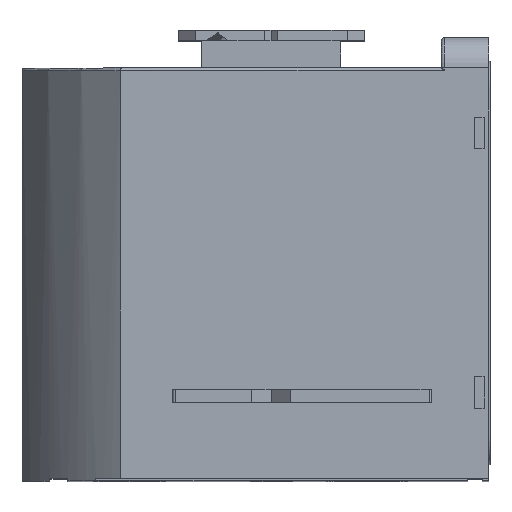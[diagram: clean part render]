
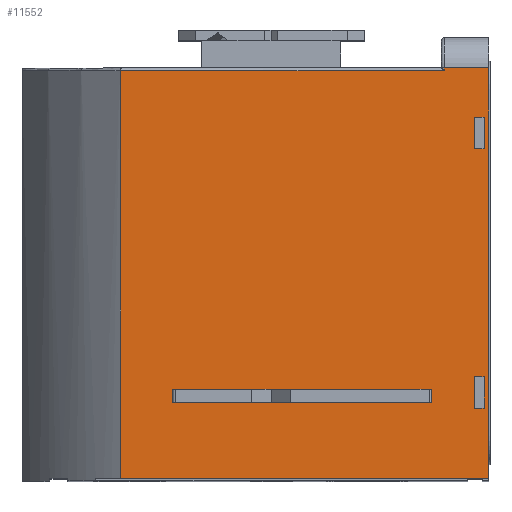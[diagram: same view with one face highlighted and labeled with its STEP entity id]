
A CAD part, top view. The second image highlights one B-rep face of the part: STEP entity #11552.
In plain terms, the highlighted planar face has unit normal (0, 0, 1).
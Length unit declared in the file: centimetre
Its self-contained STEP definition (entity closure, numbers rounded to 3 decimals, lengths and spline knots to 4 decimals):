
#73=FACE_BOUND('',#1543,.T.);
#74=FACE_BOUND('',#1544,.T.);
#75=FACE_BOUND('',#1545,.T.);
#270=PLANE('',#12315);
#839=FACE_OUTER_BOUND('',#1542,.T.);
#1542=EDGE_LOOP('',(#8282,#8283,#8284,#8285,#8286,#8287));
#1543=EDGE_LOOP('',(#8288,#8289,#8290,#8291));
#1544=EDGE_LOOP('',(#8292,#8293,#8294,#8295));
#1545=EDGE_LOOP('',(#8296,#8297,#8298,#8299));
#2328=LINE('',#16707,#3640);
#2354=LINE('',#16790,#3666);
#2373=LINE('',#16832,#3685);
#2377=LINE('',#17053,#3689);
#2393=LINE('',#17097,#3705);
#2399=LINE('',#17117,#3711);
#2400=LINE('',#17119,#3712);
#2401=LINE('',#17121,#3713);
#2402=LINE('',#17123,#3714);
#2403=LINE('',#17124,#3715);
#2404=LINE('',#17127,#3716);
#2405=LINE('',#17129,#3717);
#2406=LINE('',#17131,#3718);
#2407=LINE('',#17132,#3719);
#2408=LINE('',#17135,#3720);
#2409=LINE('',#17137,#3721);
#2410=LINE('',#17139,#3722);
#2411=LINE('',#17140,#3723);
#3640=VECTOR('',#13306,1.);
#3666=VECTOR('',#13384,1.);
#3685=VECTOR('',#13417,1.);
#3689=VECTOR('',#13449,1.);
#3705=VECTOR('',#13489,1.);
#3711=VECTOR('',#13509,1.);
#3712=VECTOR('',#13512,1.);
#3713=VECTOR('',#13513,1.);
#3714=VECTOR('',#13514,1.);
#3715=VECTOR('',#13515,1.);
#3716=VECTOR('',#13516,1.);
#3717=VECTOR('',#13517,1.);
#3718=VECTOR('',#13518,1.);
#3719=VECTOR('',#13519,1.);
#3720=VECTOR('',#13520,1.);
#3721=VECTOR('',#13521,1.);
#3722=VECTOR('',#13522,1.);
#3723=VECTOR('',#13523,1.);
#5291=VERTEX_POINT('',#16704);
#5292=VERTEX_POINT('',#16706);
#5318=VERTEX_POINT('',#16772);
#5323=VERTEX_POINT('',#16788);
#5339=VERTEX_POINT('',#16831);
#5340=VERTEX_POINT('',#16866);
#5365=VERTEX_POINT('',#17094);
#5366=VERTEX_POINT('',#17096);
#5374=VERTEX_POINT('',#17120);
#5375=VERTEX_POINT('',#17122);
#5376=VERTEX_POINT('',#17125);
#5377=VERTEX_POINT('',#17126);
#5378=VERTEX_POINT('',#17128);
#5379=VERTEX_POINT('',#17130);
#5380=VERTEX_POINT('',#17133);
#5381=VERTEX_POINT('',#17134);
#5382=VERTEX_POINT('',#17136);
#5383=VERTEX_POINT('',#17138);
#6441=EDGE_CURVE('',#5292,#5291,#2328,.T.);
#6482=EDGE_CURVE('',#5323,#5318,#2354,.T.);
#6503=EDGE_CURVE('',#5318,#5339,#2373,.T.);
#6524=EDGE_CURVE('',#5340,#5323,#2377,.T.);
#6546=EDGE_CURVE('',#5366,#5365,#2393,.F.);
#6557=EDGE_CURVE('',#5366,#5340,#2399,.T.);
#6558=EDGE_CURVE('',#5339,#5365,#2400,.F.);
#6559=EDGE_CURVE('',#5374,#5292,#2401,.T.);
#6560=EDGE_CURVE('',#5291,#5375,#2402,.T.);
#6561=EDGE_CURVE('',#5375,#5374,#2403,.T.);
#6562=EDGE_CURVE('',#5376,#5377,#2404,.T.);
#6563=EDGE_CURVE('',#5377,#5378,#2405,.T.);
#6564=EDGE_CURVE('',#5378,#5379,#2406,.T.);
#6565=EDGE_CURVE('',#5379,#5376,#2407,.T.);
#6566=EDGE_CURVE('',#5380,#5381,#2408,.T.);
#6567=EDGE_CURVE('',#5381,#5382,#2409,.T.);
#6568=EDGE_CURVE('',#5382,#5383,#2410,.T.);
#6569=EDGE_CURVE('',#5383,#5380,#2411,.T.);
#8282=ORIENTED_EDGE('',*,*,#6524,.F.);
#8283=ORIENTED_EDGE('',*,*,#6557,.F.);
#8284=ORIENTED_EDGE('',*,*,#6546,.T.);
#8285=ORIENTED_EDGE('',*,*,#6558,.F.);
#8286=ORIENTED_EDGE('',*,*,#6503,.F.);
#8287=ORIENTED_EDGE('',*,*,#6482,.F.);
#8288=ORIENTED_EDGE('',*,*,#6559,.T.);
#8289=ORIENTED_EDGE('',*,*,#6441,.T.);
#8290=ORIENTED_EDGE('',*,*,#6560,.T.);
#8291=ORIENTED_EDGE('',*,*,#6561,.T.);
#8292=ORIENTED_EDGE('',*,*,#6562,.T.);
#8293=ORIENTED_EDGE('',*,*,#6563,.T.);
#8294=ORIENTED_EDGE('',*,*,#6564,.T.);
#8295=ORIENTED_EDGE('',*,*,#6565,.T.);
#8296=ORIENTED_EDGE('',*,*,#6566,.T.);
#8297=ORIENTED_EDGE('',*,*,#6567,.T.);
#8298=ORIENTED_EDGE('',*,*,#6568,.T.);
#8299=ORIENTED_EDGE('',*,*,#6569,.T.);
#11552=ADVANCED_FACE('',(#839,#73,#74,#75),#270,.F.);
#12315=AXIS2_PLACEMENT_3D('',#17118,#13510,#13511);
#13306=DIRECTION('',(-1.,0.,0.));
#13384=DIRECTION('',(0.,1.,0.));
#13417=DIRECTION('',(1.,0.,0.));
#13449=DIRECTION('',(1.,0.,0.));
#13489=DIRECTION('',(-1.,0.,0.));
#13509=DIRECTION('',(0.,1.,0.));
#13510=DIRECTION('center_axis',(0.,0.,
-1.));
#13511=DIRECTION('ref_axis',(0.,1.,0.));
#13512=DIRECTION('',(0.,1.,0.));
#13513=DIRECTION('',(0.,-1.,0.));
#13514=DIRECTION('',(0.,1.,0.));
#13515=DIRECTION('',(1.,0.,0.));
#13516=DIRECTION('',(1.,0.,0.));
#13517=DIRECTION('',(0.,-1.,0.));
#13518=DIRECTION('',(-1.,0.,0.));
#13519=DIRECTION('',(0.,1.,0.));
#13520=DIRECTION('',(0.,-1.,0.));
#13521=DIRECTION('',(-1.,0.,0.));
#13522=DIRECTION('',(0.,1.,0.));
#13523=DIRECTION('',(1.,0.,0.));
#16704=CARTESIAN_POINT('',(-7.5,6.,19.5));
#16706=CARTESIAN_POINT('',(12.25,6.,19.5));
#16707=CARTESIAN_POINT('',(0.2064,6.,19.5));
#16772=CARTESIAN_POINT('',(13.2,31.5,19.5));
#16788=CARTESIAN_POINT('',(13.2,31.3,19.5));
#16790=CARTESIAN_POINT('',(13.2,25.35,19.5));
#16831=CARTESIAN_POINT('',(16.6,31.5,19.5));
#16832=CARTESIAN_POINT('',(-1.2,31.5,19.5));
#16866=CARTESIAN_POINT('',(-11.4589,31.3,19.5));
#17053=CARTESIAN_POINT('',(-2.1,31.3,19.5));
#17094=CARTESIAN_POINT('',(16.6,0.2,19.5));
#17096=CARTESIAN_POINT('',(-11.4589,0.2,19.5));
#17097=CARTESIAN_POINT('',(-1.1,0.2,19.5));
#17117=CARTESIAN_POINT('',(-11.4589,33.8,19.5));
#17118=CARTESIAN_POINT('Origin',(-1.2,16.9,19.5));
#17119=CARTESIAN_POINT('',(16.6,16.9,19.5));
#17120=CARTESIAN_POINT('',(12.25,7.,19.5));
#17121=CARTESIAN_POINT('',(12.25,11.45,19.5));
#17122=CARTESIAN_POINT('',(-7.5,7.,19.5));
#17123=CARTESIAN_POINT('',(-7.5,11.45,19.5));
#17124=CARTESIAN_POINT('',(0.2064,7.,19.5));
#17125=CARTESIAN_POINT('',(15.5,7.95,19.5));
#17126=CARTESIAN_POINT('',(16.25,7.95,19.5));
#17127=CARTESIAN_POINT('',(7.15,7.95,19.5));
#17128=CARTESIAN_POINT('',(16.25,5.55,19.5));
#17129=CARTESIAN_POINT('',(16.25,12.425,19.5));
#17130=CARTESIAN_POINT('',(15.5,5.55,19.5));
#17131=CARTESIAN_POINT('',(7.525,5.55,19.5));
#17132=CARTESIAN_POINT('',(15.5,11.225,19.5));
#17133=CARTESIAN_POINT('',(16.25,27.75,19.5));
#17134=CARTESIAN_POINT('',(16.25,25.35,19.5));
#17135=CARTESIAN_POINT('',(16.25,22.325,19.5));
#17136=CARTESIAN_POINT('',(15.5,25.35,19.5));
#17137=CARTESIAN_POINT('',(7.525,25.35,19.5));
#17138=CARTESIAN_POINT('',(15.5,27.75,19.5));
#17139=CARTESIAN_POINT('',(15.5,21.125,19.5));
#17140=CARTESIAN_POINT('',(7.15,27.75,19.5));
